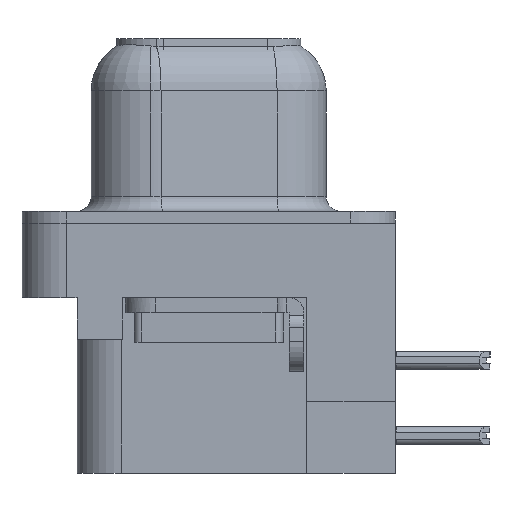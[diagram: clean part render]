
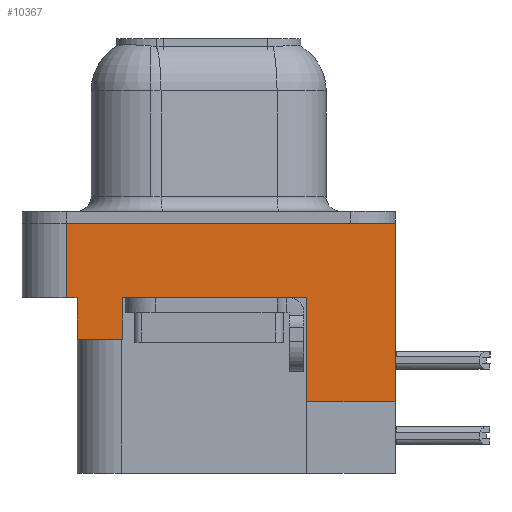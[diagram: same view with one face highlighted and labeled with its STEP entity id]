
A CAD part, left-side view. The second image highlights one B-rep face of the part: STEP entity #10367.
In plain terms, the highlighted planar face has unit normal (-1, 0, 0).
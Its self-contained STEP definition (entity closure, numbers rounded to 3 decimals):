
#24 = CARTESIAN_POINT ( 'NONE',  ( -2.91, 2.895, -3.9 ) ) ;
#620 = VERTEX_POINT ( 'NONE', #926 ) ;
#926 = CARTESIAN_POINT ( 'NONE',  ( -2.91, 4.775, -2.5 ) ) ;
#983 = CARTESIAN_POINT ( 'NONE',  ( -2.91, -6.495, -6. ) ) ;
#1209 = LINE ( 'NONE', #983, #5430 ) ;
#1842 = DIRECTION ( 'NONE',  ( 0., 0., 1. ) ) ;
#1876 = VERTEX_POINT ( 'NONE', #6550 ) ;
#2068 = EDGE_CURVE ( 'NONE', #12493, #16471, #21547, .T. ) ;
#2276 = CARTESIAN_POINT ( 'NONE',  ( -2.91, -6.275, -2.5 ) ) ;
#2292 = CARTESIAN_POINT ( 'NONE',  ( -2.91, -6.275, 0. ) ) ;
#2645 = VERTEX_POINT ( 'NONE', #21667 ) ;
#3211 = ORIENTED_EDGE ( 'NONE', *, *, #15615, .F. ) ;
#3711 = ORIENTED_EDGE ( 'NONE', *, *, #7149, .T. ) ;
#3712 = CARTESIAN_POINT ( 'NONE',  ( -2.91, 4.775, 0. ) ) ;
#3789 = LINE ( 'NONE', #6791, #12792 ) ;
#4210 = FACE_OUTER_BOUND ( 'NONE', #19855, .T. ) ;
#4416 = ORIENTED_EDGE ( 'NONE', *, *, #10476, .F. ) ;
#4775 = ORIENTED_EDGE ( 'NONE', *, *, #11674, .T. ) ;
#5361 = CARTESIAN_POINT ( 'NONE',  ( -2.91, 2.895, -3.9 ) ) ;
#5430 = VECTOR ( 'NONE', #9995, 1000. ) ;
#5911 = PLANE ( 'NONE',  #17997 ) ;
#6185 = ORIENTED_EDGE ( 'NONE', *, *, #2068, .F. ) ;
#6304 = VECTOR ( 'NONE', #8506, 1000. ) ;
#6365 = CARTESIAN_POINT ( 'NONE',  ( -2.91, 4.775, -2.5 ) ) ;
#6397 = DIRECTION ( 'NONE',  ( 0., 0., 1. ) ) ;
#6550 = CARTESIAN_POINT ( 'NONE',  ( -2.91, -3.295, -2.5 ) ) ;
#6791 = CARTESIAN_POINT ( 'NONE',  ( -2.91, -3.295, -8.4 ) ) ;
#6871 = LINE ( 'NONE', #22842, #6304 ) ;
#7149 = EDGE_CURVE ( 'NONE', #620, #12973, #13859, .T. ) ;
#7484 = DIRECTION ( 'NONE',  ( 0., -1., 0. ) ) ;
#7625 = CARTESIAN_POINT ( 'NONE',  ( -2.91, -6.275, -2.5 ) ) ;
#7707 = DIRECTION ( 'NONE',  ( 0., 0., 1. ) ) ;
#8161 = DIRECTION ( 'NONE',  ( 0., 0., 1. ) ) ;
#8228 = ORIENTED_EDGE ( 'NONE', *, *, #20824, .F. ) ;
#8506 = DIRECTION ( 'NONE',  ( 0., 0., 1. ) ) ;
#8935 = LINE ( 'NONE', #14023, #13169 ) ;
#9076 = DIRECTION ( 'NONE',  ( 0., 1., 0. ) ) ;
#9995 = DIRECTION ( 'NONE',  ( 0., 1., 0. ) ) ;
#10367 = ADVANCED_FACE ( 'NONE', ( #4210 ), #5911, .T. ) ;
#10476 = EDGE_CURVE ( 'NONE', #620, #15786, #11521, .T. ) ;
#10672 = VECTOR ( 'NONE', #11301, 1000. ) ;
#10885 = EDGE_CURVE ( 'NONE', #15786, #22066, #11224, .T. ) ;
#11135 = LINE ( 'NONE', #24, #20100 ) ;
#11224 = LINE ( 'NONE', #2292, #10672 ) ;
#11301 = DIRECTION ( 'NONE',  ( 0., -1., 0. ) ) ;
#11458 = ORIENTED_EDGE ( 'NONE', *, *, #13431, .T. ) ;
#11468 = EDGE_CURVE ( 'NONE', #21079, #1876, #11776, .T. ) ;
#11521 = LINE ( 'NONE', #6365, #20469 ) ;
#11674 = EDGE_CURVE ( 'NONE', #2645, #22066, #8935, .T. ) ;
#11776 = LINE ( 'NONE', #2276, #15990 ) ;
#12493 = VERTEX_POINT ( 'NONE', #5361 ) ;
#12792 = VECTOR ( 'NONE', #17577, 1000. ) ;
#12933 = ORIENTED_EDGE ( 'NONE', *, *, #11468, .T. ) ;
#12973 = VERTEX_POINT ( 'NONE', #18169 ) ;
#13169 = VECTOR ( 'NONE', #6397, 1000. ) ;
#13431 = EDGE_CURVE ( 'NONE', #12493, #21079, #11135, .T. ) ;
#13859 = LINE ( 'NONE', #20034, #19173 ) ;
#14023 = CARTESIAN_POINT ( 'NONE',  ( -2.91, -6.275, -2.5 ) ) ;
#14473 = CARTESIAN_POINT ( 'NONE',  ( -2.91, 2.895, -2.5 ) ) ;
#14690 = CARTESIAN_POINT ( 'NONE',  ( -2.91, 4.425, -3.9 ) ) ;
#15615 = EDGE_CURVE ( 'NONE', #16471, #12973, #6871, .T. ) ;
#15786 = VERTEX_POINT ( 'NONE', #3712 ) ;
#15990 = VECTOR ( 'NONE', #16708, 1000. ) ;
#16471 = VERTEX_POINT ( 'NONE', #14690 ) ;
#16708 = DIRECTION ( 'NONE',  ( 0., -1., 0. ) ) ;
#16814 = VECTOR ( 'NONE', #9076, 1000. ) ;
#16994 = VERTEX_POINT ( 'NONE', #22143 ) ;
#17254 = CARTESIAN_POINT ( 'NONE',  ( -2.91, -6.275, 0. ) ) ;
#17577 = DIRECTION ( 'NONE',  ( 0., 0., 1. ) ) ;
#17997 = AXIS2_PLACEMENT_3D ( 'NONE', #7625, #18463, #7707 ) ;
#18169 = CARTESIAN_POINT ( 'NONE',  ( -2.91, 4.425, -2.5 ) ) ;
#18463 = DIRECTION ( 'NONE',  ( -1., 0., 0. ) ) ;
#19145 = EDGE_CURVE ( 'NONE', #16994, #1876, #3789, .T. ) ;
#19173 = VECTOR ( 'NONE', #7484, 1000. ) ;
#19855 = EDGE_LOOP ( 'NONE', ( #8228, #4775, #20972, #4416, #3711, #3211, #6185, #11458, #12933, #22505 ) ) ;
#20034 = CARTESIAN_POINT ( 'NONE',  ( -2.91, -6.275, -2.5 ) ) ;
#20100 = VECTOR ( 'NONE', #1842, 1000. ) ;
#20469 = VECTOR ( 'NONE', #8161, 1000. ) ;
#20824 = EDGE_CURVE ( 'NONE', #2645, #16994, #1209, .T. ) ;
#20972 = ORIENTED_EDGE ( 'NONE', *, *, #10885, .F. ) ;
#21079 = VERTEX_POINT ( 'NONE', #14473 ) ;
#21547 = LINE ( 'NONE', #22228, #16814 ) ;
#21667 = CARTESIAN_POINT ( 'NONE',  ( -2.91, -6.275, -6. ) ) ;
#22066 = VERTEX_POINT ( 'NONE', #17254 ) ;
#22143 = CARTESIAN_POINT ( 'NONE',  ( -2.91, -3.295, -6. ) ) ;
#22228 = CARTESIAN_POINT ( 'NONE',  ( -2.91, 4.425, -3.9 ) ) ;
#22505 = ORIENTED_EDGE ( 'NONE', *, *, #19145, .F. ) ;
#22842 = CARTESIAN_POINT ( 'NONE',  ( -2.91, 4.425, -3.9 ) ) ;
